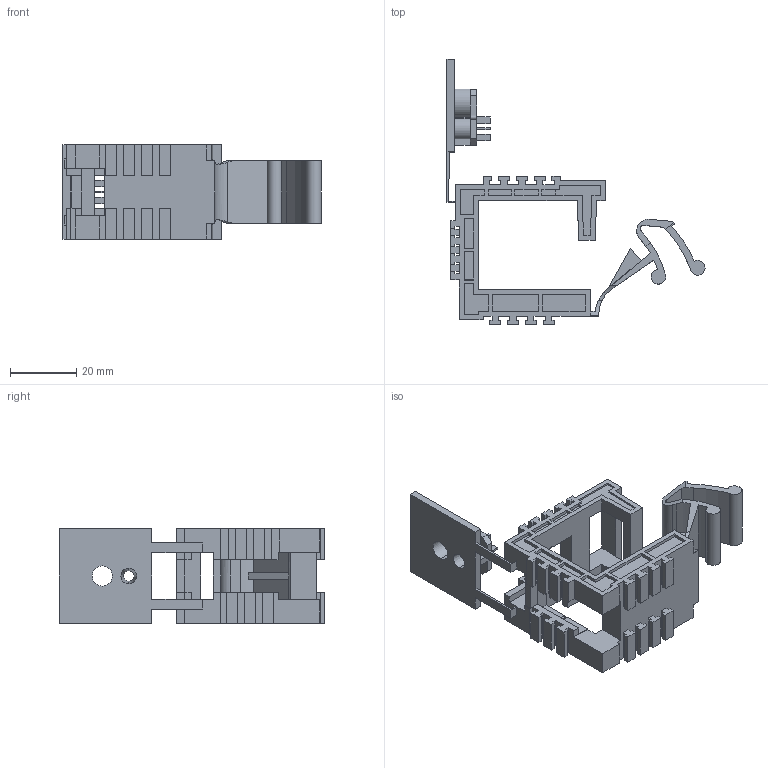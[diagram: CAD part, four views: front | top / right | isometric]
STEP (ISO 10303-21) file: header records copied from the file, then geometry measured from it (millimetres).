
FILE_DESCRIPTION (( 'STEP AP214' ), '1' );
FILE_NAME ('2205380.STEP', '2020-02-11T09:21:11', ( '' ), ( '' ), 'SwSTEP 2.0', 'SolidWorks 2018', '' );
FILE_SCHEMA (( 'AUTOMOTIVE_DESIGN' ));
Length unit declared in the file: millimetre
Products named in the file (1): 2205380
Bounding box: 78.14 x 80.26 x 28.6 mm (x, y, z)
Volume: 21573.9 mm3; surface area: 17651.4 mm2
Topology: 1 solids, 1 shells, 478 faces, 1384 edges, 917 vertices
Faces by surface type: plane 438, cylinder 38, cone 2
Entity records: 20813 total; most frequent: CARTESIAN_POINT 2876, ORIENTED_EDGE 2768, DIRECTION 2397, EDGE_CURVE 1384, VECTOR 1293, LINE 1293, VERTEX_POINT 917, AXIS2_PLACEMENT_3D 552
